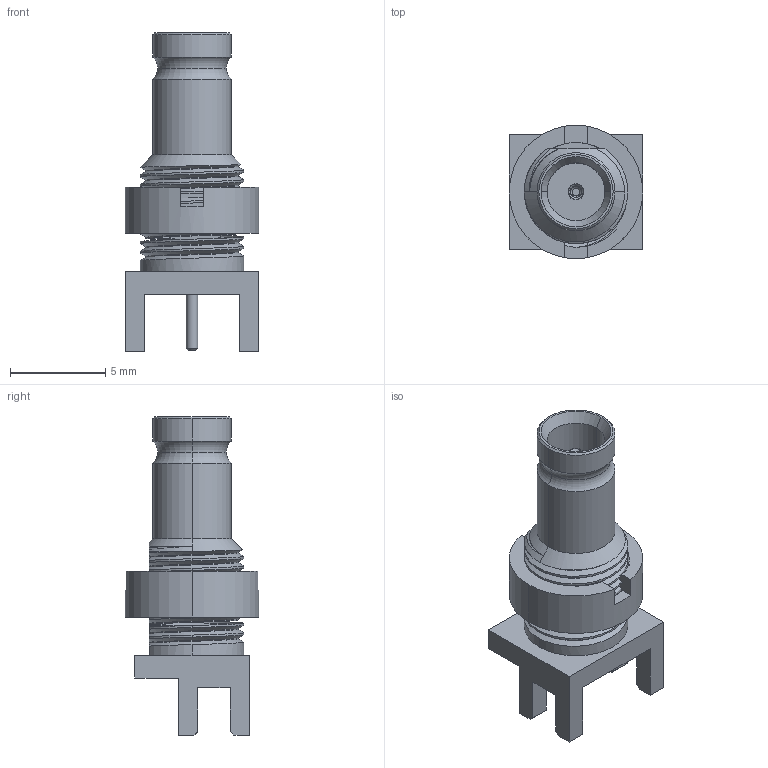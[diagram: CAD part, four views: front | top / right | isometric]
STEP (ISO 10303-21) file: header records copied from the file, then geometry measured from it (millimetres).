
FILE_DESCRIPTION (( 'STEP AP214' ), '1' );
FILE_NAME ('52-463-1-D36-1.6.STEP', '2023-10-31T11:27:23', ( '' ), ( '' ), 'SwSTEP 2.0', 'SolidWorks 2023', '' );
FILE_SCHEMA (( 'AUTOMOTIVE_DESIGN' ));
Length unit declared in the file: millimetre
Products named in the file (1): 52-463-1-D36-1.6
Bounding box: 7 x 7 x 16.7 mm (x, y, z)
Surface area: 563.2 mm2 (no closed solid volume)
Topology: 0 solids, 6 shells, 165 faces, 497 edges, 330 vertices
Faces by surface type: cylinder 83, plane 43, bspline 23, cone 12, torus 4
Entity records: 16112 total; most frequent: CARTESIAN_POINT 12270, ORIENTED_EDGE 897, DIRECTION 644, EDGE_CURVE 497, VERTEX_POINT 330, VECTOR 230, LINE 230, AXIS2_PLACEMENT_3D 207
